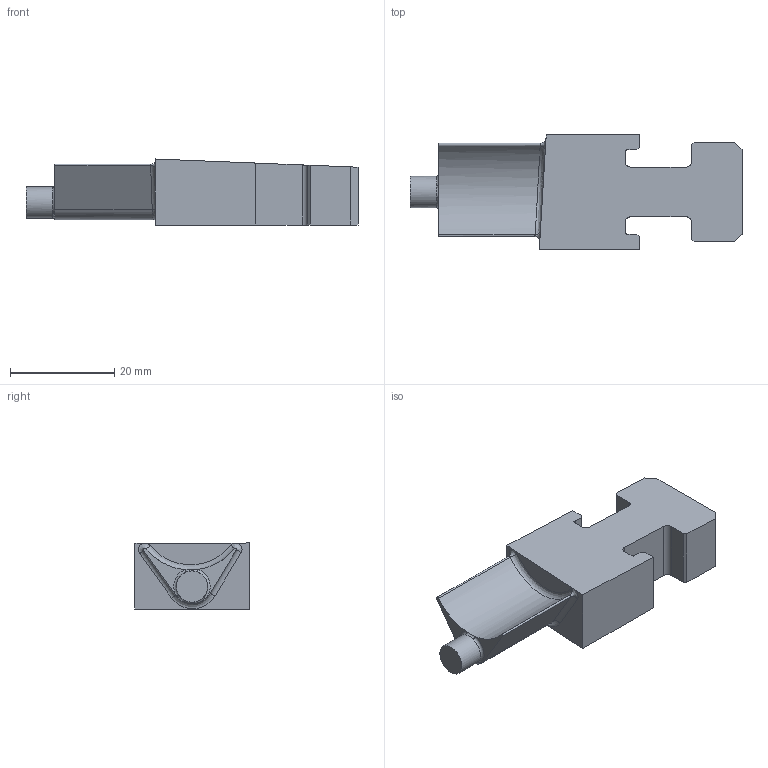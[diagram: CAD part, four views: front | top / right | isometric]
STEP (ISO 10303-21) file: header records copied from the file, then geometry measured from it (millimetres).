
FILE_DESCRIPTION(/* description */ (''),/* implementation_level */ '2;1');
FILE_NAME(/* name */ 'ROW-2(18-12-2023).stp',/* time_stamp */ '2023-12-18T12:44:18+05:00',/* author */ (''),/* organization */ (''),/* preprocessor_version */ 'ST-DEVELOPER v16.7',/* originating_system */ 'SIEMENS PLM Software NX 12.0',/* authorisation */ '');
FILE_SCHEMA (('AUTOMOTIVE_DESIGN { 1 0 10303 214 3 1 1 1 }'));
Length unit declared in the file: millimetre
Products named in the file (1): ROW-2
Bounding box: 63.69 x 21.9 x 12.66 mm (x, y, z)
Volume: 9483.2 mm3; surface area: 4120.7 mm2
Topology: 1 solids, 1 shells, 50 faces, 134 edges, 86 vertices
Faces by surface type: plane 29, cylinder 11, bspline 8, torus 2
Full cylindrical faces by diameter (mm): 6 x1
Entity records: 1782 total; most frequent: CARTESIAN_POINT 534, ORIENTED_EDGE 264, DIRECTION 247, EDGE_CURVE 132, VERTEX_POINT 85, AXIS2_PLACEMENT_3D 83, LINE 81, VECTOR 81
